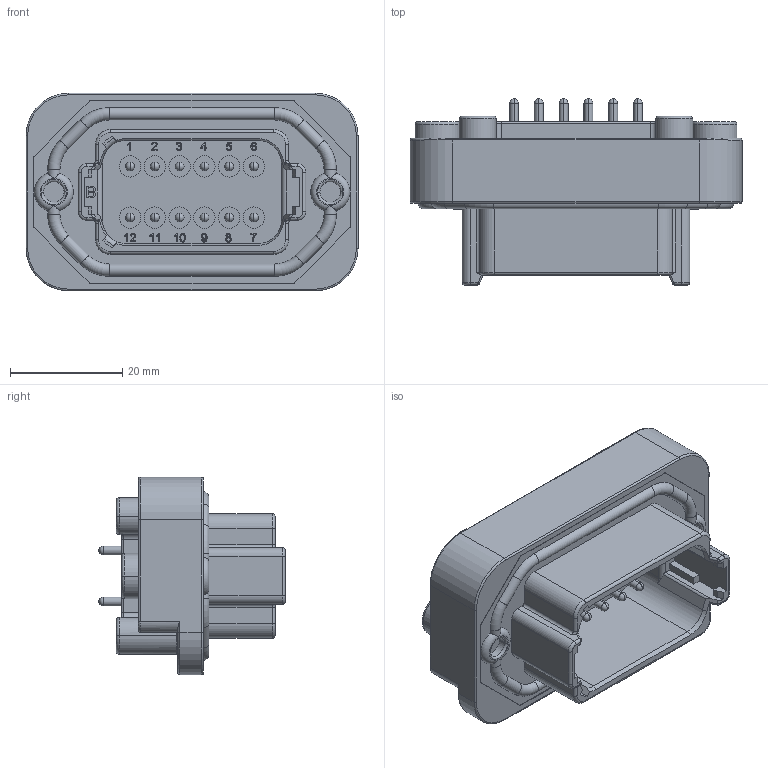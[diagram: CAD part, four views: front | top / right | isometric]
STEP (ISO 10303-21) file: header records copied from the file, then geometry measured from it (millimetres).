
FILE_DESCRIPTION((''),'2;1');
FILE_NAME('PL000636-12B-1','2018-08-09T',('Jony.xie'),(''),'PRO/ENGINEER BY PARAMETRIC TECHNOLOGY CORPORATION, 2013230','PRO/ENGINEER BY PARAMETRIC TECHNOLOGY CORPORATION, 2013230','');
FILE_SCHEMA(('AUTOMOTIVE_DESIGN { 1 0 10303 214 1 1 1 1 }'));
Length unit declared in the file: millimetre
Products named in the file (1): PL000636-12B-1
Bounding box: 59.2 x 33.21 x 35.25 mm (x, y, z)
Volume: 24062.3 mm3; surface area: 11138.9 mm2
Topology: 1 solids, 1 shells, 851 faces, 2213 edges, 1388 vertices
Faces by surface type: plane 261, extrusion 221, cylinder 212, torus 79, sphere 58, bspline 14, cone 6
Entity records: 27768 total; most frequent: CARTESIAN_POINT 7548, ORIENTED_EDGE 4330, DIRECTION 3662, EDGE_CURVE 2165, VERTEX_POINT 1388, VECTOR 1268, AXIS2_PLACEMENT_3D 1197, LINE 1047
